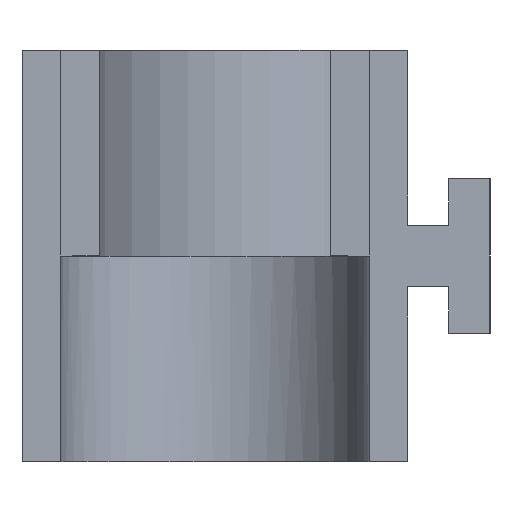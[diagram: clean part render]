
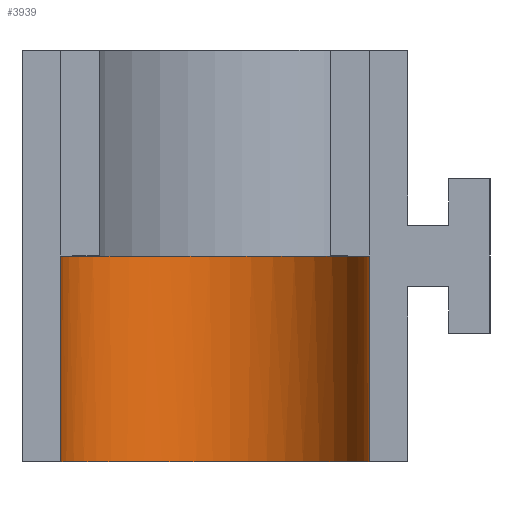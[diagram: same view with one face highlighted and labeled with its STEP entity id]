
A CAD part, left-side view. The second image highlights one B-rep face of the part: STEP entity #3939.
In plain terms, the highlighted free-form (B-spline) face has degree [2, 1] with [9, 2] control points.
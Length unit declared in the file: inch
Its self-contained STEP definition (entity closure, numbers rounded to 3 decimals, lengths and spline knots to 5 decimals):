
#3630=CARTESIAN_POINT('V387',(0.,0.75,0.0));
#3631=VERTEX_POINT('V387',#3630);
#3637=CARTESIAN_POINT('V366',(0.125,0.73951,
   0.0));
#3638=VERTEX_POINT('V366',#3637);
#3639=CARTESIAN_POINT('E578',(0.,0.75,0.0));
#3640=CARTESIAN_POINT('E578',(0.06294,0.75,
   0.0));
#3641=CARTESIAN_POINT('E578',(0.125,0.73951,
   0.0));
#3649=(BOUNDED_CURVE()B_SPLINE_CURVE(2,(#3639,#3640,#3641),
   .CIRCULAR_ARC.,.F.,.U.)B_SPLINE_CURVE_WITH_KNOTS((3,3),(
   0.01968,0.0689),.UNSPECIFIED.)CURVE()
   GEOMETRIC_REPRESENTATION_ITEM()RATIONAL_B_SPLINE_CURVE((
   0.788,0.774,0.765))
   REPRESENTATION_ITEM('E578'));
#3650=EDGE_CURVE('E578',#3631,#3638,#3649,.T.);
#3741=CARTESIAN_POINT('V362',(0.125,-0.73951,
   0.0));
#3742=VERTEX_POINT('V362',#3741);
#3768=CARTESIAN_POINT('E541',(0.125,0.73951,
   0.0));
#3769=CARTESIAN_POINT('E541',(0.70196,0.64199,
   0.0));
#3770=CARTESIAN_POINT('E541',(0.7477,0.05863,
   0.0));
#3771=CARTESIAN_POINT('E541',(0.80133,-0.62519,
   0.0));
#3772=CARTESIAN_POINT('E541',(0.125,-0.73951,
   0.0));
#3780=(BOUNDED_CURVE()B_SPLINE_CURVE(2,(#3768,#3769,#3770,#3771,
   #3772),.CIRCULAR_ARC.,.F.,.U.)B_SPLINE_CURVE_WITH_KNOTS((3,2,3),
   (0.0689,0.47658,0.9302),
   .UNSPECIFIED.)CURVE()GEOMETRIC_REPRESENTATION_ITEM()
   RATIONAL_B_SPLINE_CURVE((0.765,0.689,
   1.0,0.654,0.787))REPRESENTATION_ITEM(
   'E541'));
#3781=EDGE_CURVE('E541',#3638,#3742,#3780,.T.);
#3854=CARTESIAN_POINT('V388',(0.,-0.75,0.0)
   );
#3855=VERTEX_POINT('V388',#3854);
#3863=CARTESIAN_POINT('E579',(0.125,-0.73951,
   0.0));
#3864=CARTESIAN_POINT('E579',(0.06294,-0.75,
   0.0));
#3865=CARTESIAN_POINT('E579',(0.,-0.75,0.0)
   );
#3873=(BOUNDED_CURVE()B_SPLINE_CURVE(2,(#3863,#3864,#3865),
   .CIRCULAR_ARC.,.F.,.U.)B_SPLINE_CURVE_WITH_KNOTS((3,3),(
   0.9302,0.98117),.UNSPECIFIED.)CURVE()
   GEOMETRIC_REPRESENTATION_ITEM()RATIONAL_B_SPLINE_CURVE((
   0.787,0.801,0.822))
   REPRESENTATION_ITEM('E579'));
#3874=EDGE_CURVE('E579',#3742,#3855,#3873,.T.);
#3879=CARTESIAN_POINT('F150',(-0.42463,0.61822,
   0.4125));
#3880=CARTESIAN_POINT('F150',(-0.23276,0.75,
   0.4125));
#3881=CARTESIAN_POINT('F150',(0.,0.75,
   0.4125));
#3882=CARTESIAN_POINT('F150',(0.75,0.75,
   0.4125));
#3883=CARTESIAN_POINT('F150',(0.75,0.,
   0.4125));
#3884=CARTESIAN_POINT('F150',(0.75,-0.75,
   0.4125));
#3885=CARTESIAN_POINT('F150',(0.,-0.75,
   0.4125));
#3886=CARTESIAN_POINT('F150',(-0.23276,-0.75,
   0.4125));
#3887=CARTESIAN_POINT('F150',(-0.42463,-0.61822,
   0.4125));
#3888=CARTESIAN_POINT('F150',(-0.42463,0.61822,
   -1.4125));
#3889=CARTESIAN_POINT('F150',(-0.23276,0.75,
   -1.4125));
#3890=CARTESIAN_POINT('F150',(0.,0.75,
   -1.4125));
#3891=CARTESIAN_POINT('F150',(0.75,0.75,
   -1.4125));
#3892=CARTESIAN_POINT('F150',(0.75,0.,
   -1.4125));
#3893=CARTESIAN_POINT('F150',(0.75,-0.75,
   -1.4125));
#3894=CARTESIAN_POINT('F150',(0.,-0.75,
   -1.4125));
#3895=CARTESIAN_POINT('F150',(-0.23276,-0.75,
   -1.4125));
#3896=CARTESIAN_POINT('F150',(-0.42463,-0.61822,
   -1.4125));
#3904=(BOUNDED_SURFACE()B_SPLINE_SURFACE(2,1,((#3879,#3888),(
   #3880,#3889),(#3881,#3890),(#3882,#3891),(#3883,#3892),(
   #3884,#3893),(#3885,#3894),(#3886,#3895),(#3887,#3896)),
   .CYLINDRICAL_SURF.,.F.,.F.,.U.)B_SPLINE_SURFACE_WITH_KNOTS((3,2,
   2,2,3),(2,2),(0.0,0.7292,2.6042,
   4.4792,5.20841),(0.0,1.825),
   .UNSPECIFIED.)GEOMETRIC_REPRESENTATION_ITEM()
   RATIONAL_B_SPLINE_SURFACE(((0.861,
   0.861),(0.886,0.886),(1.0,
   1.0),(0.707,0.707),(1.0,1.0),(
   0.707,0.707),(1.0,1.0),(
   0.886,0.886),(0.861,
   0.861)))REPRESENTATION_ITEM('F150')SURFACE());
#3905=CARTESIAN_POINT('V374',(0.,-0.75,-1.0)
   );
#3906=VERTEX_POINT('V374',#3905);
#3907=CARTESIAN_POINT('E580',(0.,-0.75,-1.0)
   );
#3908=CARTESIAN_POINT('E580',(0.,-0.75,
   0.));
#3909=QUASI_UNIFORM_CURVE('E580',1,(#3907,#3908),.POLYLINE_FORM.,.F.,
   .U.);
#3910=EDGE_CURVE('E580',#3906,#3855,#3909,.T.);
#3911=ORIENTED_EDGE('E580',*,*,#3910,.T.);
#3912=ORIENTED_EDGE('F152',*,*,#3874,.F.);
#3913=ORIENTED_EDGE('F135',*,*,#3781,.F.);
#3914=ORIENTED_EDGE('E578',*,*,#3650,.F.);
#3915=CARTESIAN_POINT('V375',(0.,0.75,-1.0)
   );
#3916=VERTEX_POINT('V375',#3915);
#3917=CARTESIAN_POINT('E577',(0.,0.75,
   0.));
#3918=CARTESIAN_POINT('E577',(0.,0.75,-1.0)
   );
#3919=QUASI_UNIFORM_CURVE('E577',1,(#3917,#3918),.POLYLINE_FORM.,.F.,
   .U.);
#3920=EDGE_CURVE('E577',#3631,#3916,#3919,.T.);
#3921=ORIENTED_EDGE('E577',*,*,#3920,.T.);
#3922=CARTESIAN_POINT('E552',(0.,-0.75,-1.0)
   );
#3923=CARTESIAN_POINT('E552',(0.81111,-0.75,
   -1.0));
#3924=CARTESIAN_POINT('E552',(0.7477,0.05863,
   -1.0));
#3925=CARTESIAN_POINT('E552',(0.69349,0.75,
   -1.0));
#3926=CARTESIAN_POINT('E552',(0.,0.75,-1.0)
   );
#3934=(BOUNDED_CURVE()B_SPLINE_CURVE(2,(#3922,#3923,#3924,#3925,
   #3926),.CIRCULAR_ARC.,.F.,.U.)B_SPLINE_CURVE_WITH_KNOTS((3,2,3),
   (0.01883,0.52342,0.98032),
   .UNSPECIFIED.)CURVE()GEOMETRIC_REPRESENTATION_ITEM()
   RATIONAL_B_SPLINE_CURVE((0.822,0.616,
   1.0,0.652,0.788))REPRESENTATION_ITEM(
   'E552'));
#3935=EDGE_CURVE('E552',#3906,#3916,#3934,.T.);
#3936=ORIENTED_EDGE('E552',*,*,#3935,.F.);
#3937=EDGE_LOOP('F150',(#3911,#3912,#3913,#3914,#3921,#3936));
#3938=FACE_OUTER_BOUND('F150',#3937,.T.);
#3939=ADVANCED_FACE('F150',(#3938),#3904,.F.);
